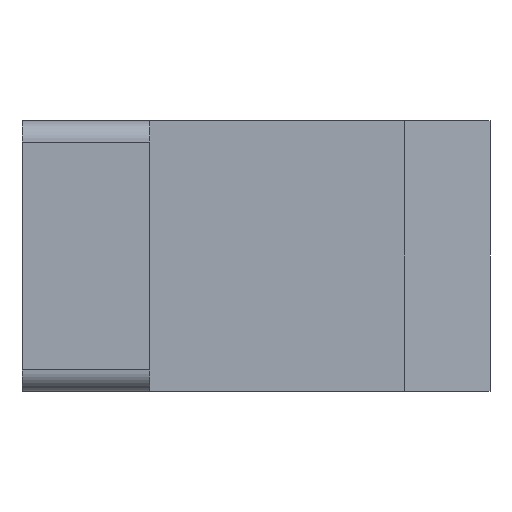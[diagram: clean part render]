
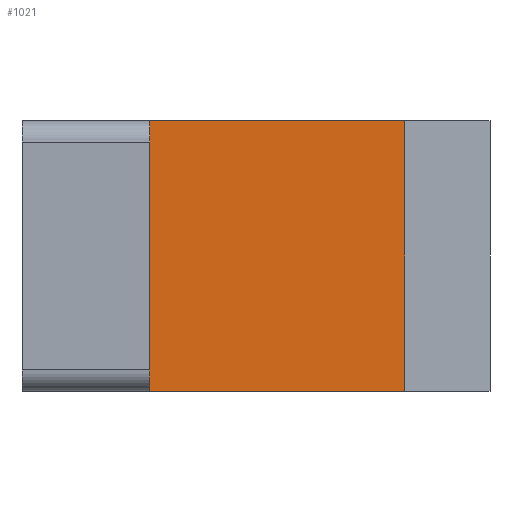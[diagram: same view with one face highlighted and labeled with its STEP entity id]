
A CAD part, left-side view. The second image highlights one B-rep face of the part: STEP entity #1021.
In plain terms, the highlighted planar face has unit normal (-1, 0, 0).
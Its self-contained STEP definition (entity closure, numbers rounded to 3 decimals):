
#137=DIRECTION('',(0.,0.,1.));
#138=VECTOR('',#137,6.35);
#139=CARTESIAN_POINT('',(-5.75,-3.,-3.175));
#140=LINE('',#139,#138);
#289=DIRECTION('',(0.,-1.,0.));
#290=VECTOR('',#289,6.);
#291=CARTESIAN_POINT('',(-5.75,-3.,-3.175));
#292=LINE('',#291,#290);
#296=DIRECTION('',(0.,1.,0.));
#297=VECTOR('',#296,6.);
#298=CARTESIAN_POINT('',(-5.75,-9.,3.175));
#299=LINE('',#298,#297);
#303=DIRECTION('',(0.,0.,1.));
#304=VECTOR('',#303,6.35);
#305=CARTESIAN_POINT('',(-5.75,-9.,-3.175));
#306=LINE('',#305,#304);
#745=CARTESIAN_POINT('',(-5.75,-3.,3.175));
#747=VERTEX_POINT('',#745);
#753=CARTESIAN_POINT('',(-5.75,-3.,-3.175));
#754=CARTESIAN_POINT('',(-5.75,-9.,-3.175));
#755=VERTEX_POINT('',#753);
#756=VERTEX_POINT('',#754);
#761=CARTESIAN_POINT('',(-5.75,-9.,3.175));
#762=VERTEX_POINT('',#761);
#1009=CARTESIAN_POINT('',(-5.75,-9.,3.175));
#1010=DIRECTION('',(1.,0.,0.));
#1011=DIRECTION('',(0.,0.,-1.));
#1012=AXIS2_PLACEMENT_3D('',#1009,#1010,#1011);
#1013=PLANE('',#1012);
#1014=ORIENTED_EDGE('',*,*,#986,.F.);
#1015=ORIENTED_EDGE('',*,*,#880,.T.);
#1016=ORIENTED_EDGE('',*,*,#923,.F.);
#1018=ORIENTED_EDGE('',*,*,#1017,.F.);
#1019=EDGE_LOOP('',(#1014,#1015,#1016,#1018));
#1020=FACE_OUTER_BOUND('',#1019,.F.);
#880=EDGE_CURVE('',#755,#747,#140,.T.);
#923=EDGE_CURVE('',#762,#747,#299,.T.);
#986=EDGE_CURVE('',#755,#756,#292,.T.);
#1017=EDGE_CURVE('',#756,#762,#306,.T.);
#1021=ADVANCED_FACE('',(#1020),#1013,.F.);
